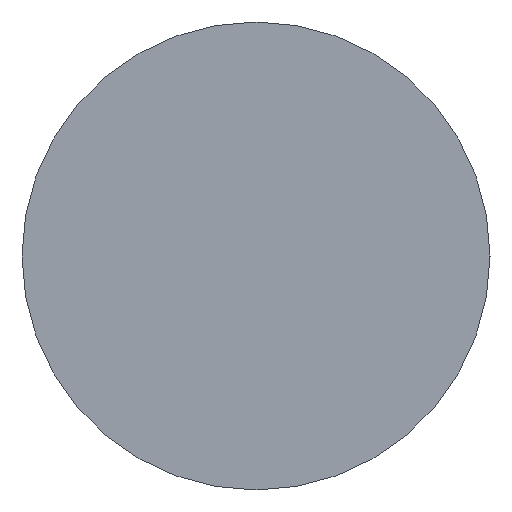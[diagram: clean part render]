
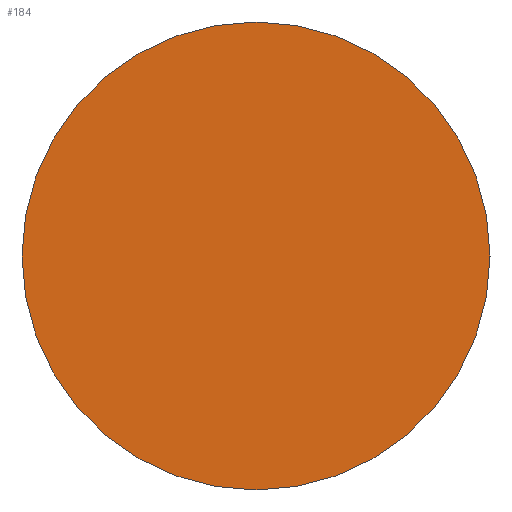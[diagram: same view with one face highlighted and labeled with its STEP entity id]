
A CAD part, left-side view. The second image highlights one B-rep face of the part: STEP entity #184.
In plain terms, the highlighted planar face has unit normal (-1, 0, 0).
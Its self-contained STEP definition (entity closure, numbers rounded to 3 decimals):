
#5 = FACE_OUTER_BOUND ( 'NONE', #85, .T. ) ;
#12 = DIRECTION ( 'NONE',  ( 0., 0., 1. ) ) ;
#25 = CARTESIAN_POINT ( 'NONE',  ( 232.021, 130.467, -25.4 ) ) ;
#31 = DIRECTION ( 'NONE',  ( 0., 0., -1. ) ) ;
#59 = CARTESIAN_POINT ( 'NONE',  ( 232.021, 130.467, 0. ) ) ;
#60 = ORIENTED_EDGE ( 'NONE', *, *, #143, .T. ) ;
#63 = VERTEX_POINT ( 'NONE', #119 ) ;
#67 = CIRCLE ( 'NONE', #182, 25.4 ) ;
#85 = EDGE_LOOP ( 'NONE', ( #60, #99 ) ) ;
#92 = CARTESIAN_POINT ( 'NONE',  ( 232.021, 130.467, 0. ) ) ;
#96 = AXIS2_PLACEMENT_3D ( 'NONE', #109, #173, #31 ) ;
#99 = ORIENTED_EDGE ( 'NONE', *, *, #108, .T. ) ;
#105 = DIRECTION ( 'NONE',  ( 0., 0., 1. ) ) ;
#108 = EDGE_CURVE ( 'NONE', #122, #63, #116, .T. ) ;
#109 = CARTESIAN_POINT ( 'NONE',  ( 232.021, 130.467, 0. ) ) ;
#116 = CIRCLE ( 'NONE', #177, 25.4 ) ;
#119 = CARTESIAN_POINT ( 'NONE',  ( 232.021, 130.467, 25.4 ) ) ;
#122 = VERTEX_POINT ( 'NONE', #25 ) ;
#124 = DIRECTION ( 'NONE',  ( -1., 0., 0. ) ) ;
#143 = EDGE_CURVE ( 'NONE', #63, #122, #67, .T. ) ;
#169 = DIRECTION ( 'NONE',  ( -1., 0., 0. ) ) ;
#171 = PLANE ( 'NONE',  #96 ) ;
#173 = DIRECTION ( 'NONE',  ( 1., 0., 0. ) ) ;
#177 = AXIS2_PLACEMENT_3D ( 'NONE', #59, #124, #105 ) ;
#182 = AXIS2_PLACEMENT_3D ( 'NONE', #92, #169, #12 ) ;
#184 = ADVANCED_FACE ( 'NONE', ( #5 ), #171, .F. ) ;
